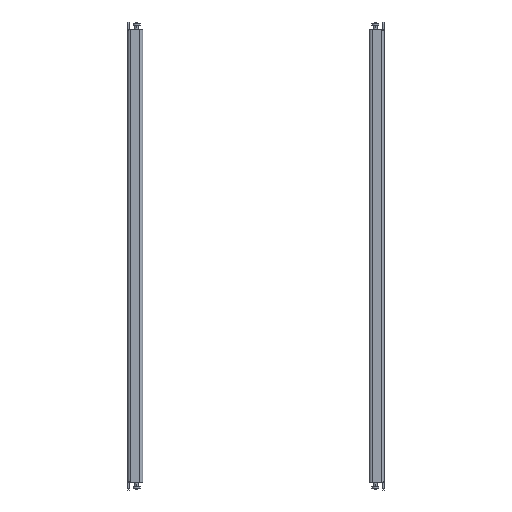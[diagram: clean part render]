
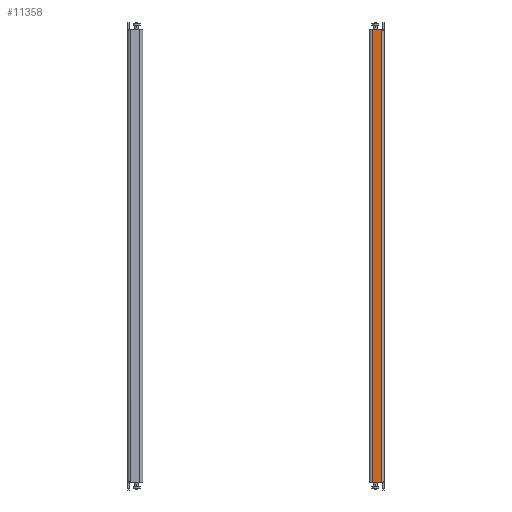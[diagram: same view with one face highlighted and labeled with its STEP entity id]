
A CAD part, front view. The second image highlights one B-rep face of the part: STEP entity #11358.
In plain terms, the highlighted planar face has unit normal (0, -1, 0).
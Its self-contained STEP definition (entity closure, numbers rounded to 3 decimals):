
#1465 = EDGE_CURVE ( 'NONE', #4281, #7454, #9954, .T. ) ;
#2280 = CARTESIAN_POINT ( 'NONE',  ( 317.4, -99., -4. ) ) ;
#2641 = VERTEX_POINT ( 'NONE', #12243 ) ;
#2665 = VECTOR ( 'NONE', #4836, 1000. ) ;
#3106 = VECTOR ( 'NONE', #9782, 1000. ) ;
#3439 = DIRECTION ( 'NONE',  ( 0., 0., 1. ) ) ;
#3604 = VECTOR ( 'NONE', #8093, 1000. ) ;
#4281 = VERTEX_POINT ( 'NONE', #4583 ) ;
#4413 = ORIENTED_EDGE ( 'NONE', *, *, #10436, .F. ) ;
#4451 = CARTESIAN_POINT ( 'NONE',  ( 317.4, -99., -17. ) ) ;
#4535 = ORIENTED_EDGE ( 'NONE', *, *, #15123, .T. ) ;
#4583 = CARTESIAN_POINT ( 'NONE',  ( -317.4, -99., -4. ) ) ;
#4836 = DIRECTION ( 'NONE',  ( 0., 0., -1. ) ) ;
#5320 = CARTESIAN_POINT ( 'NONE',  ( -317.4, -99., -4. ) ) ;
#5678 = AXIS2_PLACEMENT_3D ( 'NONE', #13894, #15370, #3439 ) ;
#6802 = ORIENTED_EDGE ( 'NONE', *, *, #1465, .T. ) ;
#7454 = VERTEX_POINT ( 'NONE', #16625 ) ;
#7721 = FACE_OUTER_BOUND ( 'NONE', #8136, .T. ) ;
#8093 = DIRECTION ( 'NONE',  ( 1., 0., 0. ) ) ;
#8136 = EDGE_LOOP ( 'NONE', ( #4535, #12269, #4413, #6802 ) ) ;
#8737 = PLANE ( 'NONE',  #5678 ) ;
#9084 = CARTESIAN_POINT ( 'NONE',  ( 313.4, -99., -4. ) ) ;
#9782 = DIRECTION ( 'NONE',  ( 1., 0., 0. ) ) ;
#9954 = LINE ( 'NONE', #5320, #14836 ) ;
#10436 = EDGE_CURVE ( 'NONE', #4281, #2641, #10593, .T. ) ;
#10593 = LINE ( 'NONE', #9084, #3604 ) ;
#11358 = ADVANCED_FACE ( 'NONE', ( #7721 ), #8737, .F. ) ;
#12102 = LINE ( 'NONE', #13710, #3106 ) ;
#12243 = CARTESIAN_POINT ( 'NONE',  ( 317.4, -99., -4. ) ) ;
#12269 = ORIENTED_EDGE ( 'NONE', *, *, #15887, .F. ) ;
#12492 = LINE ( 'NONE', #2280, #2665 ) ;
#13710 = CARTESIAN_POINT ( 'NONE',  ( -317.4, -99., -17. ) ) ;
#13894 = CARTESIAN_POINT ( 'NONE',  ( 0., -99., 0. ) ) ;
#14836 = VECTOR ( 'NONE', #16775, 1000. ) ;
#15113 = VERTEX_POINT ( 'NONE', #4451 ) ;
#15123 = EDGE_CURVE ( 'NONE', #7454, #15113, #12102, .T. ) ;
#15370 = DIRECTION ( 'NONE',  ( 0., 1., 0. ) ) ;
#15887 = EDGE_CURVE ( 'NONE', #2641, #15113, #12492, .T. ) ;
#16625 = CARTESIAN_POINT ( 'NONE',  ( -317.4, -99., -17. ) ) ;
#16775 = DIRECTION ( 'NONE',  ( 0., 0., -1. ) ) ;
